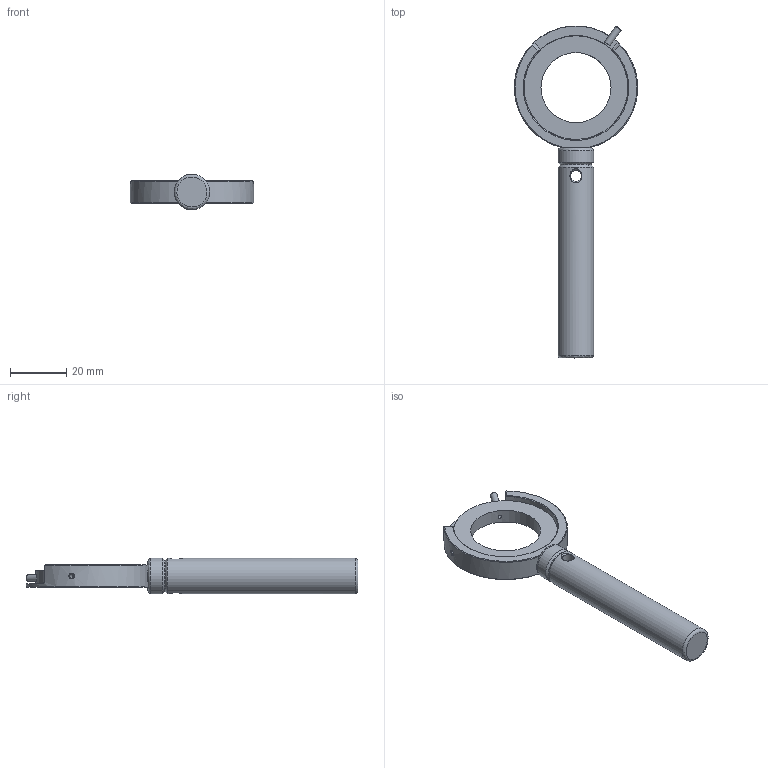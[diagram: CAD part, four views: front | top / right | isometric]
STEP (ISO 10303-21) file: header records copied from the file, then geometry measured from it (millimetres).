
FILE_DESCRIPTION (( 'STEP AP203' ), '1' );
FILE_NAME ('528001(1).STEP', '2024-07-16T01:25:01', ( 'Windows User' ), ( 'P R C' ), 'SwSTEP 2.0', 'SolidWorks 2020', '' );
FILE_SCHEMA (( 'CONFIG_CONTROL_DESIGN' ));
Length unit declared in the file: millimetre
Products named in the file (1): 528001(1)
Bounding box: 43.99 x 118.5 x 12.7 mm (x, y, z)
Volume: 15022.3 mm3; surface area: 8641 mm2
Topology: 4 solids, 4 shells, 54 faces, 133 edges, 87 vertices
Faces by surface type: plane 20, cylinder 15, cone 12, bspline 7
Full cylindrical faces by diameter (mm): 1.25 x1, 1.6 x2, 2.4 x1, 4 x1, 12.7 x2, 25 x1, 33 x1, 37 x1, 37.25 x1
Entity records: 3506 total; most frequent: CARTESIAN_POINT 2371, DIRECTION 198, ORIENTED_EDGE 194, EDGE_CURVE 97, EDGE_LOOP 88, AXIS2_PLACEMENT_3D 86, VERTEX_POINT 73, FACE_OUTER_BOUND 70
